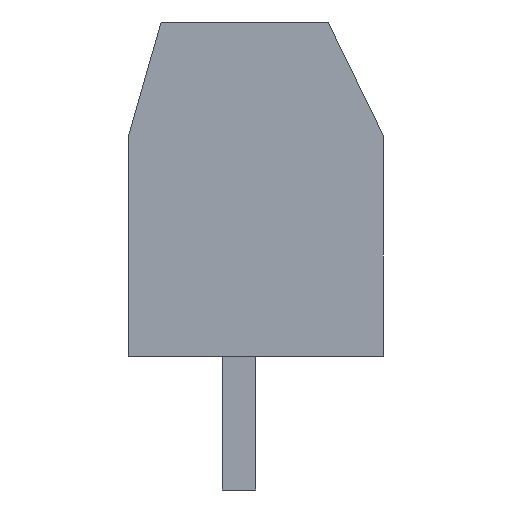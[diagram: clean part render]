
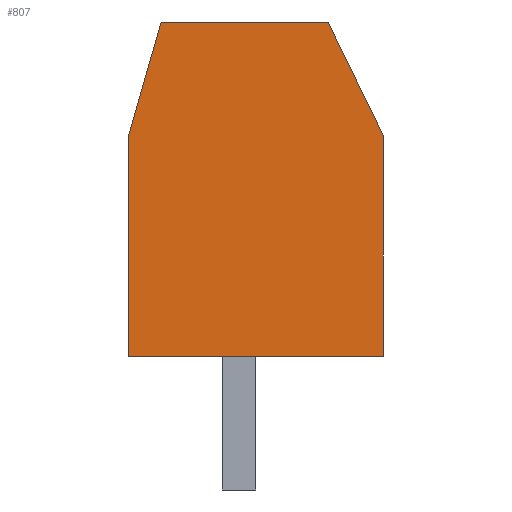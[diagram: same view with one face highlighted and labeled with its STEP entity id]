
A CAD part, left-side view. The second image highlights one B-rep face of the part: STEP entity #807.
In plain terms, the highlighted free-form (B-spline) face has degree [1, 1] with [2, 2] control points.
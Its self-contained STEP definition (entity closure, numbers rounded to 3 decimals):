
#758=(
BOUNDED_SURFACE()
B_SPLINE_SURFACE(1,1,((#759,#760),(#761,#762)),.UNSPECIFIED.,.F.,.F.,.F.)
B_SPLINE_SURFACE_WITH_KNOTS((2,2),(2,2),(0.000,1.000),(0.000,1.000),.UNSPECIFIED.)
GEOMETRIC_REPRESENTATION_ITEM()
RATIONAL_B_SPLINE_SURFACE(((1.,1.),(1.,1.)))
REPRESENTATION_ITEM('')
SURFACE()
);
#759=CARTESIAN_POINT('',(-2.46,-4.56,10.242));
#760=CARTESIAN_POINT('',(-2.46,-4.56,-0.242));
#761=CARTESIAN_POINT('',(-2.46,3.544,10.242));
#762=CARTESIAN_POINT('',(-2.46,3.544,-0.242));
#763=CARTESIAN_POINT('',(-2.46,-2.667,10.));
#764=VERTEX_POINT('',#763);
#765=(
BOUNDED_CURVE()
B_SPLINE_CURVE(1,(#766,#767),.UNSPECIFIED.,.F.,.F.)
B_SPLINE_CURVE_WITH_KNOTS((2,2),(0.000,1.000),.UNSPECIFIED.)
CURVE()
GEOMETRIC_REPRESENTATION_ITEM()
RATIONAL_B_SPLINE_CURVE((1.,1.))
REPRESENTATION_ITEM('')
);
#766=CARTESIAN_POINT('',(-2.46,-2.667,10.));
#767=CARTESIAN_POINT('',(-2.46,-4.318,6.6));
#768=CARTESIAN_POINT('',(-2.46,-4.318,6.6));
#769=VERTEX_POINT('',#768);
#770=EDGE_CURVE('',#764,#769,#765,.T.);
#771=ORIENTED_EDGE('',*,*,#770,.T.);
#772=(
BOUNDED_CURVE()
B_SPLINE_CURVE(1,(#773,#774),.UNSPECIFIED.,.F.,.F.)
B_SPLINE_CURVE_WITH_KNOTS((2,2),(0.000,1.000),.UNSPECIFIED.)
CURVE()
GEOMETRIC_REPRESENTATION_ITEM()
RATIONAL_B_SPLINE_CURVE((1.,1.))
REPRESENTATION_ITEM('')
);
#773=CARTESIAN_POINT('',(-2.46,-4.318,6.6));
#774=CARTESIAN_POINT('',(-2.46,-4.318,0.));
#775=CARTESIAN_POINT('',(-2.46,-4.318,0.));
#776=VERTEX_POINT('',#775);
#777=EDGE_CURVE('',#769,#776,#772,.T.);
#778=ORIENTED_EDGE('',*,*,#777,.T.);
#779=(
BOUNDED_CURVE()
B_SPLINE_CURVE(1,(#780,#781),.UNSPECIFIED.,.F.,.F.)
B_SPLINE_CURVE_WITH_KNOTS((2,2),(0.000,1.000),.UNSPECIFIED.)
CURVE()
GEOMETRIC_REPRESENTATION_ITEM()
RATIONAL_B_SPLINE_CURVE((1.,1.))
REPRESENTATION_ITEM('')
);
#780=CARTESIAN_POINT('',(-2.46,-4.318,0.));
#781=CARTESIAN_POINT('',(-2.46,3.302,0.));
#782=CARTESIAN_POINT('',(-2.46,3.302,0.));
#783=VERTEX_POINT('',#782);
#784=EDGE_CURVE('',#776,#783,#779,.T.);
#785=ORIENTED_EDGE('',*,*,#784,.T.);
#786=(
BOUNDED_CURVE()
B_SPLINE_CURVE(1,(#787,#788),.UNSPECIFIED.,.F.,.F.)
B_SPLINE_CURVE_WITH_KNOTS((2,2),(0.000,1.000),.UNSPECIFIED.)
CURVE()
GEOMETRIC_REPRESENTATION_ITEM()
RATIONAL_B_SPLINE_CURVE((1.,1.))
REPRESENTATION_ITEM('')
);
#787=CARTESIAN_POINT('',(-2.46,3.302,0.));
#788=CARTESIAN_POINT('',(-2.46,3.302,6.6));
#789=CARTESIAN_POINT('',(-2.46,3.302,6.6));
#790=VERTEX_POINT('',#789);
#791=EDGE_CURVE('',#783,#790,#786,.T.);
#792=ORIENTED_EDGE('',*,*,#791,.T.);
#793=(
BOUNDED_CURVE()
B_SPLINE_CURVE(1,(#794,#795),.UNSPECIFIED.,.F.,.F.)
B_SPLINE_CURVE_WITH_KNOTS((2,2),(0.000,1.000),.UNSPECIFIED.)
CURVE()
GEOMETRIC_REPRESENTATION_ITEM()
RATIONAL_B_SPLINE_CURVE((1.,1.))
REPRESENTATION_ITEM('')
);
#794=CARTESIAN_POINT('',(-2.46,3.302,6.6));
#795=CARTESIAN_POINT('',(-2.46,2.333,10.));
#796=CARTESIAN_POINT('',(-2.46,2.333,10.));
#797=VERTEX_POINT('',#796);
#798=EDGE_CURVE('',#790,#797,#793,.T.);
#799=ORIENTED_EDGE('',*,*,#798,.T.);
#800=(
BOUNDED_CURVE()
B_SPLINE_CURVE(1,(#801,#802),.UNSPECIFIED.,.F.,.F.)
B_SPLINE_CURVE_WITH_KNOTS((2,2),(0.000,1.000),.UNSPECIFIED.)
CURVE()
GEOMETRIC_REPRESENTATION_ITEM()
RATIONAL_B_SPLINE_CURVE((1.,1.))
REPRESENTATION_ITEM('')
);
#801=CARTESIAN_POINT('',(-2.46,2.333,10.));
#802=CARTESIAN_POINT('',(-2.46,-2.667,10.));
#803=EDGE_CURVE('',#797,#764,#800,.T.);
#804=ORIENTED_EDGE('',*,*,#803,.T.);
#805=EDGE_LOOP('',(#771,#778,#785,#792,#799,#804));
#806=FACE_OUTER_BOUND('',#805,.T.);
#807=ADVANCED_FACE('',(#806),#758,.T.);
